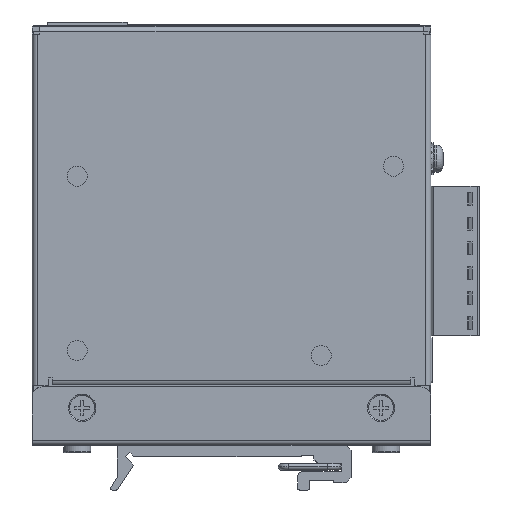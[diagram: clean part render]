
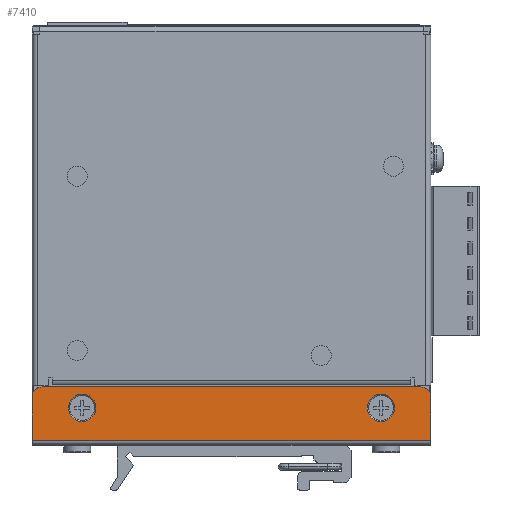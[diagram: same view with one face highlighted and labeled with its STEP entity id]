
A CAD part, left-side view. The second image highlights one B-rep face of the part: STEP entity #7410.
In plain terms, the highlighted planar face has unit normal (-1, 0, 0).
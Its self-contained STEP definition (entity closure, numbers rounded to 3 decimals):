
#2264 = CARTESIAN_POINT ( 'NONE',  ( 0.1, 0., -74.3 ) ) ;
#2771 = CIRCLE ( 'NONE', #22132, 2.75 ) ;
#4335 = CARTESIAN_POINT ( 'NONE',  ( 0.1, 0., -72.3 ) ) ;
#4343 = ORIENTED_EDGE ( 'NONE', *, *, #20506, .T. ) ;
#5123 = AXIS2_PLACEMENT_3D ( 'NONE', #30555, #76601, #37186 ) ;
#5845 = CARTESIAN_POINT ( 'NONE',  ( 0.1, 10., -76.5 ) ) ;
#7410 = ADVANCED_FACE ( 'NONE', ( #75365, #61966, #24841 ), #57198, .F. ) ;
#8610 = VERTEX_POINT ( 'NONE', #32296 ) ;
#9482 = LINE ( 'NONE', #24578, #77416 ) ;
#10679 = CARTESIAN_POINT ( 'NONE',  ( 0.1, 10., -76.5 ) ) ;
#11969 = EDGE_LOOP ( 'NONE', ( #27395, #45409 ) ) ;
#12434 = DIRECTION ( 'NONE',  ( 0., 0., -1. ) ) ;
#13188 = EDGE_CURVE ( 'NONE', #78850, #68773, #19618, .T. ) ;
#15002 = VECTOR ( 'NONE', #73108, 1000. ) ;
#15412 = EDGE_LOOP ( 'NONE', ( #35100, #4343, #39764, #63001, #55664, #26001 ) ) ;
#17291 = DIRECTION ( 'NONE',  ( 0., 0., -1. ) ) ;
#17857 = EDGE_LOOP ( 'NONE', ( #26812, #19400 ) ) ;
#18087 = CARTESIAN_POINT ( 'NONE',  ( 0.1, 2., -72.3 ) ) ;
#19400 = ORIENTED_EDGE ( 'NONE', *, *, #82820, .F. ) ;
#19618 = LINE ( 'NONE', #79945, #52546 ) ;
#19681 = VERTEX_POINT ( 'NONE', #83776 ) ;
#20506 = EDGE_CURVE ( 'NONE', #46239, #8610, #29027, .T. ) ;
#22132 = AXIS2_PLACEMENT_3D ( 'NONE', #5845, #51839, #12434 ) ;
#23954 = CARTESIAN_POINT ( 'NONE',  ( 0.1, 2., -74.3 ) ) ;
#23990 = VERTEX_POINT ( 'NONE', #73481 ) ;
#24384 = DIRECTION ( 'NONE',  ( 0., 0., 1. ) ) ;
#24578 = CARTESIAN_POINT ( 'NONE',  ( 0.1, 0., -83. ) ) ;
#24841 = FACE_OUTER_BOUND ( 'NONE', #15412, .T. ) ;
#25453 = EDGE_CURVE ( 'NONE', #23990, #19681, #47954, .T. ) ;
#26001 = ORIENTED_EDGE ( 'NONE', *, *, #56011, .T. ) ;
#26812 = ORIENTED_EDGE ( 'NONE', *, *, #55036, .F. ) ;
#27395 = ORIENTED_EDGE ( 'NONE', *, *, #25453, .F. ) ;
#29027 = CIRCLE ( 'NONE', #52920, 2. ) ;
#29052 = AXIS2_PLACEMENT_3D ( 'NONE', #10679, #56698, #17291 ) ;
#29848 = CARTESIAN_POINT ( 'NONE',  ( 0.1, 0., -83. ) ) ;
#30555 = CARTESIAN_POINT ( 'NONE',  ( 0.1, 70., -76.5 ) ) ;
#30574 = DIRECTION ( 'NONE',  ( 0., 0., 1. ) ) ;
#32296 = CARTESIAN_POINT ( 'NONE',  ( 0.1, 80., -74.3 ) ) ;
#32967 = CARTESIAN_POINT ( 'NONE',  ( 0.1, 78., -74.3 ) ) ;
#33140 = EDGE_CURVE ( 'NONE', #68773, #49419, #9482, .T. ) ;
#34596 = CARTESIAN_POINT ( 'NONE',  ( 0.1, 78., -72.3 ) ) ;
#35100 = ORIENTED_EDGE ( 'NONE', *, *, #52469, .T. ) ;
#36735 = VECTOR ( 'NONE', #50323, 1000. ) ;
#37186 = DIRECTION ( 'NONE',  ( 0., 0., -1. ) ) ;
#37260 = DIRECTION ( 'NONE',  ( -1., 0., 0. ) ) ;
#38683 = EDGE_CURVE ( 'NONE', #8610, #49419, #67480, .T. ) ;
#39615 = DIRECTION ( 'NONE',  ( 0., 0., 1. ) ) ;
#39764 = ORIENTED_EDGE ( 'NONE', *, *, #38683, .T. ) ;
#40831 = DIRECTION ( 'NONE',  ( 0., 0., -1. ) ) ;
#41255 = CIRCLE ( 'NONE', #63800, 2. ) ;
#44501 = CIRCLE ( 'NONE', #29052, 2.75 ) ;
#45409 = ORIENTED_EDGE ( 'NONE', *, *, #70436, .F. ) ;
#45873 = VERTEX_POINT ( 'NONE', #18087 ) ;
#46239 = VERTEX_POINT ( 'NONE', #34596 ) ;
#46584 = CARTESIAN_POINT ( 'NONE',  ( 0.1, 80., -84. ) ) ;
#47954 = CIRCLE ( 'NONE', #79687, 2.75 ) ;
#49419 = VERTEX_POINT ( 'NONE', #65554 ) ;
#50323 = DIRECTION ( 'NONE',  ( 0., 1., 0. ) ) ;
#51822 = CIRCLE ( 'NONE', #5123, 2.75 ) ;
#51839 = DIRECTION ( 'NONE',  ( -1., 0., 0. ) ) ;
#52469 = EDGE_CURVE ( 'NONE', #45873, #46239, #71756, .T. ) ;
#52546 = VECTOR ( 'NONE', #40831, 1000. ) ;
#52920 = AXIS2_PLACEMENT_3D ( 'NONE', #32967, #79015, #39615 ) ;
#55036 = EDGE_CURVE ( 'NONE', #65892, #55244, #44501, .T. ) ;
#55244 = VERTEX_POINT ( 'NONE', #72239 ) ;
#55664 = ORIENTED_EDGE ( 'NONE', *, *, #13188, .F. ) ;
#56011 = EDGE_CURVE ( 'NONE', #78850, #45873, #41255, .T. ) ;
#56698 = DIRECTION ( 'NONE',  ( -1., 0., 0. ) ) ;
#57198 = PLANE ( 'NONE',  #64169 ) ;
#61966 = FACE_BOUND ( 'NONE', #11969, .T. ) ;
#63001 = ORIENTED_EDGE ( 'NONE', *, *, #33140, .F. ) ;
#63800 = AXIS2_PLACEMENT_3D ( 'NONE', #23954, #69996, #30574 ) ;
#63816 = DIRECTION ( 'NONE',  ( 1., 0., 0. ) ) ;
#64169 = AXIS2_PLACEMENT_3D ( 'NONE', #76513, #63816, #24384 ) ;
#65467 = DIRECTION ( 'NONE',  ( 0., 1., 0. ) ) ;
#65554 = CARTESIAN_POINT ( 'NONE',  ( 0.1, 80., -83. ) ) ;
#65892 = VERTEX_POINT ( 'NONE', #85085 ) ;
#67480 = LINE ( 'NONE', #46584, #15002 ) ;
#68773 = VERTEX_POINT ( 'NONE', #29848 ) ;
#69996 = DIRECTION ( 'NONE',  ( -1., 0., 0. ) ) ;
#70436 = EDGE_CURVE ( 'NONE', #19681, #23990, #51822, .T. ) ;
#71756 = LINE ( 'NONE', #4335, #36735 ) ;
#72239 = CARTESIAN_POINT ( 'NONE',  ( 0.1, 10., -73.75 ) ) ;
#73108 = DIRECTION ( 'NONE',  ( 0., 0., -1. ) ) ;
#73481 = CARTESIAN_POINT ( 'NONE',  ( 0.1, 70., -79.25 ) ) ;
#75365 = FACE_BOUND ( 'NONE', #17857, .T. ) ;
#76513 = CARTESIAN_POINT ( 'NONE',  ( 0.1, 0., -84. ) ) ;
#76601 = DIRECTION ( 'NONE',  ( -1., 0., 0. ) ) ;
#76658 = CARTESIAN_POINT ( 'NONE',  ( 0.1, 70., -76.5 ) ) ;
#77416 = VECTOR ( 'NONE', #65467, 1000. ) ;
#78850 = VERTEX_POINT ( 'NONE', #2264 ) ;
#79015 = DIRECTION ( 'NONE',  ( -1., 0., 0. ) ) ;
#79687 = AXIS2_PLACEMENT_3D ( 'NONE', #76658, #37260, #83262 ) ;
#79945 = CARTESIAN_POINT ( 'NONE',  ( 0.1, 0., -84. ) ) ;
#82820 = EDGE_CURVE ( 'NONE', #55244, #65892, #2771, .T. ) ;
#83262 = DIRECTION ( 'NONE',  ( 0., 0., -1. ) ) ;
#83776 = CARTESIAN_POINT ( 'NONE',  ( 0.1, 70., -73.75 ) ) ;
#85085 = CARTESIAN_POINT ( 'NONE',  ( 0.1, 10., -79.25 ) ) ;
